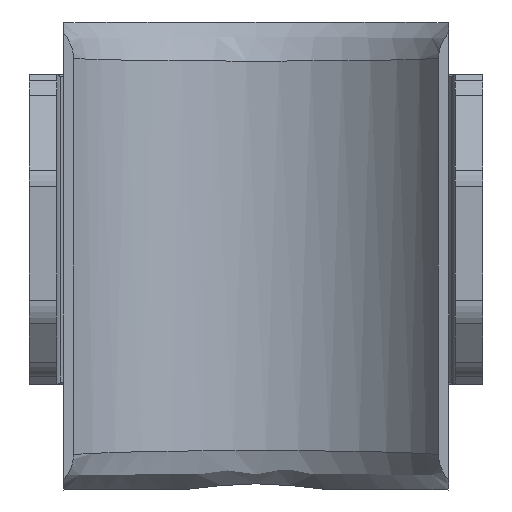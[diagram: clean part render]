
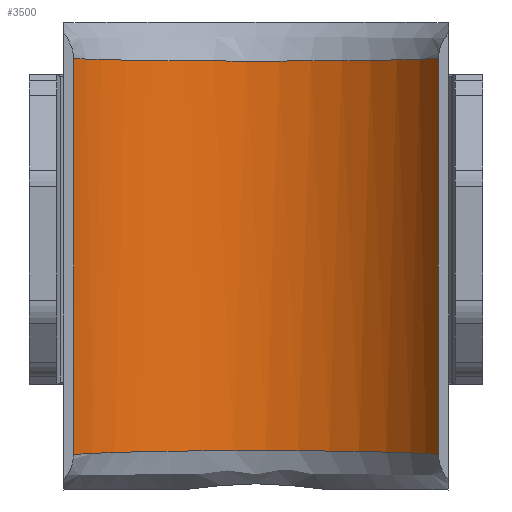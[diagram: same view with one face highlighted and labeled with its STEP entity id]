
A CAD part, front view. The second image highlights one B-rep face of the part: STEP entity #3500.
In plain terms, the highlighted cylindrical face has radius 15.5 mm (diameter 31 mm), a partial arc.
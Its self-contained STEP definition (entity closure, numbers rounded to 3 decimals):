
#55 = CARTESIAN_POINT ( 'NONE',  ( -13.276, -7.5, 17. ) ) ;
#64 = EDGE_CURVE ( 'NONE', #860, #6266, #4853, .T. ) ;
#413 = VECTOR ( 'NONE', #8699, 1000. ) ;
#526 = CARTESIAN_POINT ( 'NONE',  ( 13.276, -7.5, -14.404 ) ) ;
#579 = CARTESIAN_POINT ( 'NONE',  ( 9.566, -3.3, -14.261 ) ) ;
#607 = CARTESIAN_POINT ( 'NONE',  ( 13.276, -7.5, 14.404 ) ) ;
#624 = CARTESIAN_POINT ( 'NONE',  ( 10.578, -4.166, -14.288 ) ) ;
#671 = CARTESIAN_POINT ( 'NONE',  ( 6.46, -1.395, -14.207 ) ) ;
#792 = ORIENTED_EDGE ( 'NONE', *, *, #64, .T. ) ;
#849 = CARTESIAN_POINT ( 'NONE',  ( 0., -15.5, 17. ) ) ;
#860 = VERTEX_POINT ( 'NONE', #607 ) ;
#1200 = CARTESIAN_POINT ( 'NONE',  ( 11.762, -5.319, -14.325 ) ) ;
#1219 = CARTESIAN_POINT ( 'NONE',  ( -4.265, -0.595, 14.186 ) ) ;
#1264 = CARTESIAN_POINT ( 'NONE',  ( 5.214, -0.888, 14.194 ) ) ;
#1289 = CARTESIAN_POINT ( 'NONE',  ( -10.567, -4.156, -14.287 ) ) ;
#1312 = CARTESIAN_POINT ( 'NONE',  ( -12.584, -6.352, 14.36 ) ) ;
#1385 = CARTESIAN_POINT ( 'NONE',  ( 2.66, -0.172, -14.176 ) ) ;
#1407 = CARTESIAN_POINT ( 'NONE',  ( -13.276, -7.5, 14.404 ) ) ;
#1944 = CARTESIAN_POINT ( 'NONE',  ( -8.205, -2.333, 14.233 ) ) ;
#2014 = CARTESIAN_POINT ( 'NONE',  ( -7.044, -1.677, -14.214 ) ) ;
#2035 = CARTESIAN_POINT ( 'NONE',  ( -4.584, -0.69, 14.189 ) ) ;
#2061 = CARTESIAN_POINT ( 'NONE',  ( 4.588, -0.68, -14.188 ) ) ;
#2085 = CARTESIAN_POINT ( 'NONE',  ( 8.196, -2.327, 14.232 ) ) ;
#2115 = CARTESIAN_POINT ( 'NONE',  ( -13.276, -7.5, 14.404 ) ) ;
#2133 = CARTESIAN_POINT ( 'NONE',  ( -2.66, -0.172, 14.176 ) ) ;
#2295 = VERTEX_POINT ( 'NONE', #4740 ) ;
#2689 = CARTESIAN_POINT ( 'NONE',  ( 1.347, -0.001, -14.172 ) ) ;
#2716 = CARTESIAN_POINT ( 'NONE',  ( 6.447, -1.389, 14.207 ) ) ;
#2739 = CARTESIAN_POINT ( 'NONE',  ( -2.648, -0.17, -14.176 ) ) ;
#2760 = CARTESIAN_POINT ( 'NONE',  ( 9.555, -3.291, 14.261 ) ) ;
#2804 = CARTESIAN_POINT ( 'NONE',  ( 11.724, -5.339, 14.326 ) ) ;
#2853 = CARTESIAN_POINT ( 'NONE',  ( -10.575, -4.163, 14.288 ) ) ;
#3472 = CARTESIAN_POINT ( 'NONE',  ( 2.647, -0.17, 14.176 ) ) ;
#3500 = ADVANCED_FACE ( 'NONE', ( #6762 ), #6672, .F. ) ;
#3515 = CARTESIAN_POINT ( 'NONE',  ( 11.28, -4.849, 14.31 ) ) ;
#3537 = CARTESIAN_POINT ( 'NONE',  ( -5.207, -0.897, -14.194 ) ) ;
#3558 = CARTESIAN_POINT ( 'NONE',  ( -8.76, -2.695, 14.243 ) ) ;
#4028 = CARTESIAN_POINT ( 'NONE',  ( -11.724, -5.34, -14.326 ) ) ;
#4146 = CARTESIAN_POINT ( 'NONE',  ( -9.823, -3.506, 14.267 ) ) ;
#4166 = ORIENTED_EDGE ( 'NONE', *, *, #7390, .T. ) ;
#4192 = CARTESIAN_POINT ( 'NONE',  ( 4.575, -0.676, 14.188 ) ) ;
#4288 = CARTESIAN_POINT ( 'NONE',  ( 10.568, -4.157, 14.287 ) ) ;
#4332 = CARTESIAN_POINT ( 'NONE',  ( 1.334, 0.001, 14.172 ) ) ;
#4366 = ORIENTED_EDGE ( 'NONE', *, *, #9054, .F. ) ;
#4740 = CARTESIAN_POINT ( 'NONE',  ( 13.276, -7.5, -14.404 ) ) ;
#4853 = B_SPLINE_CURVE_WITH_KNOTS ( 'NONE', 3,
 ( #9326, #9235, #6425, #2804, #3515, #4288, #8618, #9283, #2760, #7942, #2085, #7230, #2716, #1264, #4192, #3472, #4332, #8667, #2133, #1219, #2035, #5005, #7849, #9378, #7182, #1944, #3558, #7140, #4146, #6474, #2853, #5765, #1312, #1407 ),
 .UNSPECIFIED., .F., .F.,
 ( 4, 2, 2, 2, 2, 2, 2, 2, 2, 2, 2, 2, 2, 2, 2, 2, 4 ),
 ( 0., 0.002, 0.004, 0.005, 0.006, 0.008, 0.01, 0.012, 0.016, 0.02, 0.021, 0.022, 0.024, 0.026, 0.027, 0.028, 0.032 ),
 .UNSPECIFIED. ) ;
#4934 = CARTESIAN_POINT ( 'NONE',  ( 5.227, -0.893, -14.194 ) ) ;
#5005 = CARTESIAN_POINT ( 'NONE',  ( -5.219, -0.901, 14.194 ) ) ;
#5219 = VERTEX_POINT ( 'NONE', #8174 ) ;
#5459 = CARTESIAN_POINT ( 'NONE',  ( -12.93, -6.926, -14.382 ) ) ;
#5599 = CARTESIAN_POINT ( 'NONE',  ( -6.447, -1.389, -14.207 ) ) ;
#5642 = CARTESIAN_POINT ( 'NONE',  ( 10.333, -3.942, -14.281 ) ) ;
#5741 = CARTESIAN_POINT ( 'NONE',  ( -9.814, -3.498, -14.267 ) ) ;
#5765 = CARTESIAN_POINT ( 'NONE',  ( -11.761, -5.318, 14.325 ) ) ;
#5934 = LINE ( 'NONE', #7353, #7138 ) ;
#5979 = DIRECTION ( 'NONE',  ( 0., 0., -1. ) ) ;
#6175 = AXIS2_PLACEMENT_3D ( 'NONE', #849, #7481, #7435 ) ;
#6266 = VERTEX_POINT ( 'NONE', #2115 ) ;
#6353 = CARTESIAN_POINT ( 'NONE',  ( -5.522, -1.013, -14.197 ) ) ;
#6425 = CARTESIAN_POINT ( 'NONE',  ( 12.548, -6.376, 14.362 ) ) ;
#6448 = CARTESIAN_POINT ( 'NONE',  ( 8.208, -2.335, -14.233 ) ) ;
#6474 = CARTESIAN_POINT ( 'NONE',  ( -10.33, -3.939, 14.28 ) ) ;
#6644 = LINE ( 'NONE', #55, #413 ) ;
#6672 = CYLINDRICAL_SURFACE ( 'NONE', #6175, 15.5 ) ;
#6762 = FACE_OUTER_BOUND ( 'NONE', #7694, .T. ) ;
#6930 = CARTESIAN_POINT ( 'NONE',  ( -11.28, -4.849, -14.31 ) ) ;
#7138 = VECTOR ( 'NONE', #5979, 1000. ) ;
#7140 = CARTESIAN_POINT ( 'NONE',  ( -9.561, -3.296, 14.261 ) ) ;
#7161 = CARTESIAN_POINT ( 'NONE',  ( 7.056, -1.683, -14.215 ) ) ;
#7182 = CARTESIAN_POINT ( 'NONE',  ( -7.054, -1.682, 14.215 ) ) ;
#7205 = CARTESIAN_POINT ( 'NONE',  ( -8.195, -2.327, -14.232 ) ) ;
#7230 = CARTESIAN_POINT ( 'NONE',  ( 7.044, -1.677, 14.214 ) ) ;
#7353 = CARTESIAN_POINT ( 'NONE',  ( 13.276, -7.5, 17. ) ) ;
#7390 = EDGE_CURVE ( 'NONE', #6266, #5219, #6644, .T. ) ;
#7435 = DIRECTION ( 'NONE',  ( -1., 0., 0. ) ) ;
#7481 = DIRECTION ( 'NONE',  ( 0., 0., -1. ) ) ;
#7598 = CARTESIAN_POINT ( 'NONE',  ( -13.276, -7.5, -14.404 ) ) ;
#7694 = EDGE_LOOP ( 'NONE', ( #4166, #7971, #4366, #792 ) ) ;
#7780 = CARTESIAN_POINT ( 'NONE',  ( -4.572, -0.686, -14.189 ) ) ;
#7826 = CARTESIAN_POINT ( 'NONE',  ( 9.828, -3.509, -14.267 ) ) ;
#7849 = CARTESIAN_POINT ( 'NONE',  ( -5.533, -1.017, 14.197 ) ) ;
#7942 = CARTESIAN_POINT ( 'NONE',  ( 8.752, -2.69, 14.243 ) ) ;
#7971 = ORIENTED_EDGE ( 'NONE', *, *, #8276, .T. ) ;
#8174 = CARTESIAN_POINT ( 'NONE',  ( -13.276, -7.5, -14.404 ) ) ;
#8276 = EDGE_CURVE ( 'NONE', #5219, #2295, #9377, .T. ) ;
#8362 = CARTESIAN_POINT ( 'NONE',  ( -12.548, -6.377, -14.362 ) ) ;
#8503 = CARTESIAN_POINT ( 'NONE',  ( 12.584, -6.352, -14.36 ) ) ;
#8547 = CARTESIAN_POINT ( 'NONE',  ( -8.75, -2.689, -14.243 ) ) ;
#8618 = CARTESIAN_POINT ( 'NONE',  ( 10.323, -3.933, 14.28 ) ) ;
#8644 = CARTESIAN_POINT ( 'NONE',  ( -4.253, -0.591, -14.186 ) ) ;
#8667 = CARTESIAN_POINT ( 'NONE',  ( -1.348, -0.001, 14.172 ) ) ;
#8699 = DIRECTION ( 'NONE',  ( 0., 0., -1. ) ) ;
#9054 = EDGE_CURVE ( 'NONE', #860, #2295, #5934, .T. ) ;
#9164 = CARTESIAN_POINT ( 'NONE',  ( -1.335, 0.001, -14.172 ) ) ;
#9213 = CARTESIAN_POINT ( 'NONE',  ( -10.322, -3.932, -14.28 ) ) ;
#9235 = CARTESIAN_POINT ( 'NONE',  ( 12.93, -6.926, 14.382 ) ) ;
#9260 = CARTESIAN_POINT ( 'NONE',  ( 8.763, -2.698, -14.243 ) ) ;
#9283 = CARTESIAN_POINT ( 'NONE',  ( 9.817, -3.5, 14.267 ) ) ;
#9304 = CARTESIAN_POINT ( 'NONE',  ( -9.552, -3.288, -14.261 ) ) ;
#9326 = CARTESIAN_POINT ( 'NONE',  ( 13.276, -7.5, 14.404 ) ) ;
#9377 = B_SPLINE_CURVE_WITH_KNOTS ( 'NONE', 3,
 ( #7598, #5459, #8362, #4028, #6930, #1289, #9213, #5741, #9304, #8547, #7205, #2014, #5599, #6353, #3537, #7780, #8644, #2739, #9164, #2689, #1385, #2061, #4934, #671, #7161, #6448, #9260, #579, #7826, #5642, #624, #1200, #8503, #526 ),
 .UNSPECIFIED., .F., .F.,
 ( 4, 2, 2, 2, 2, 2, 2, 2, 2, 2, 2, 2, 2, 2, 2, 2, 4 ),
 ( 0., 0.002, 0.004, 0.005, 0.006, 0.008, 0.01, 0.011, 0.012, 0.016, 0.02, 0.022, 0.024, 0.026, 0.027, 0.028, 0.032 ),
 .UNSPECIFIED. ) ;
#9378 = CARTESIAN_POINT ( 'NONE',  ( -6.458, -1.394, 14.207 ) ) ;
